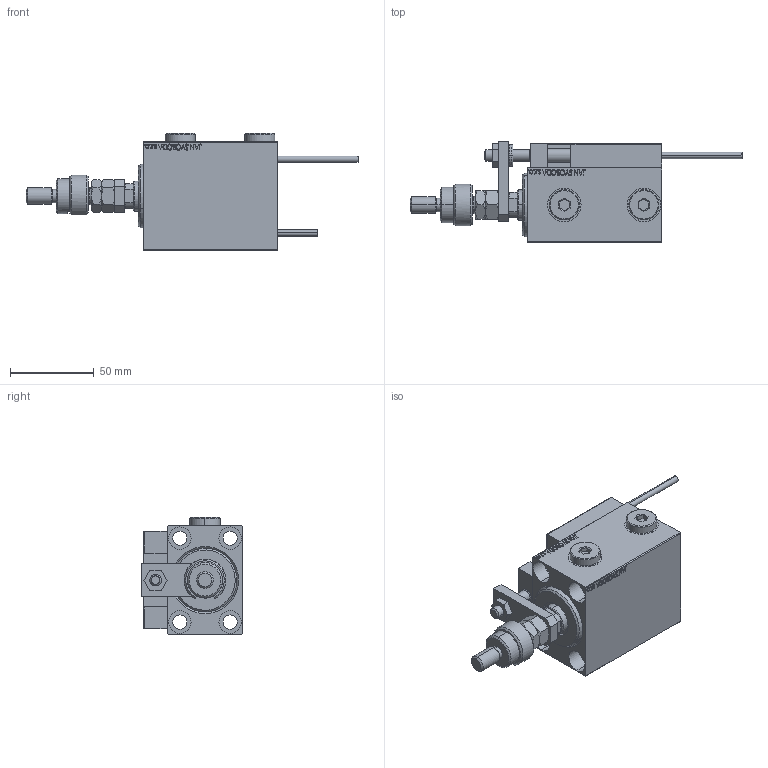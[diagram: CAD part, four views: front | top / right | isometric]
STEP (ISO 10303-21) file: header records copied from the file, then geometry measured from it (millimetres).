
FILE_DESCRIPTION (( 'STEP AP203' ), '1' );
FILE_NAME ('4111.STEP', '2024-02-13T06:06:57', ( '' ), ( '' ), 'SwSTEP 2.0', 'SolidWorks 2019', '' );
FILE_SCHEMA (( 'CONFIG_CONTROL_DESIGN' ));
Length unit declared in the file: millimetre
Products named in the file (19): MFA a35cff4522d894be1261596beb0d9db7; KONCOVKA a35cff4522d894be1261596beb0d9db7; Zatka_OIL_PORT a35cff4522d894be1261596beb0d9db7; NUT_D12 a35cff4522d894be1261596beb0d9db7; ALLEN BOLT D5 a35cff4522d894be1261596beb0d9db7; 4111; Block a35cff4522d894be1261596beb0d9db7; V450CM_VC_B a35cff4522d894be1261596beb0d9db7; X_Y_DFA a35cff4522d894be1261596beb0d9db7; V450CM_C_VCP a35cff4522d894be1261596beb0d9db7; ALLEN BOLT D8 a35cff4522d894be1261596beb0d9db7; SWITCH X a35cff4522d894be1261596beb0d9db7; V450CM_C_Body a35cff4522d894be1261596beb0d9db7; SWITCH DIM B,W a35cff4522d894be1261596beb0d9db7; SWITCH_X_FRONT_BACK a35cff4522d894be1261596beb0d9db7; ZARAZKA a35cff4522d894be1261596beb0d9db7; FEMALE_PART_FOR_DFA a35cff4522d894be1261596beb0d9db7; TYC_L79 a35cff4522d894be1261596beb0d9db7; MAGNET a35cff4522d894be1261596beb0d9db7
Assembly tree (29 placements, depth 3):
  4111
    V450CM_C_Body a35cff4522d894be1261596beb0d9db7
    SWITCH X a35cff4522d894be1261596beb0d9db7
      SWITCH_X_FRONT_BACK a35cff4522d894be1261596beb0d9db7  x2
      TYC_L79 a35cff4522d894be1261596beb0d9db7
      Block a35cff4522d894be1261596beb0d9db7  x2
      ALLEN BOLT D5 a35cff4522d894be1261596beb0d9db7  x4
      ALLEN BOLT D8 a35cff4522d894be1261596beb0d9db7  x4
      MAGNET a35cff4522d894be1261596beb0d9db7  x2
      KONCOVKA a35cff4522d894be1261596beb0d9db7  x2
    NUT_D12 a35cff4522d894be1261596beb0d9db7
    SWITCH DIM B,W a35cff4522d894be1261596beb0d9db7
    ZARAZKA a35cff4522d894be1261596beb0d9db7
    V450CM_C_VCP a35cff4522d894be1261596beb0d9db7
    V450CM_VC_B a35cff4522d894be1261596beb0d9db7
    X_Y_DFA a35cff4522d894be1261596beb0d9db7
      FEMALE_PART_FOR_DFA a35cff4522d894be1261596beb0d9db7
      MFA a35cff4522d894be1261596beb0d9db7
    Zatka_OIL_PORT a35cff4522d894be1261596beb0d9db7  x2
Bounding box: 198 x 60.5 x 69.9 mm (x, y, z)
Volume: 258543.8 mm3; surface area: 82378.8 mm2
Topology: 27 solids, 27 shells, 1421 faces, 3370 edges, 2139 vertices
Faces by surface type: plane 622, bspline 380, cylinder 217, cone 150, torus 48, sphere 4
Entity records: 54309 total; most frequent: CARTESIAN_POINT 27004, ORIENTED_EDGE 5680, DIRECTION 4010, EDGE_CURVE 2840, VERTEX_POINT 1839, LINE 1592, VECTOR 1592, EDGE_LOOP 1323
